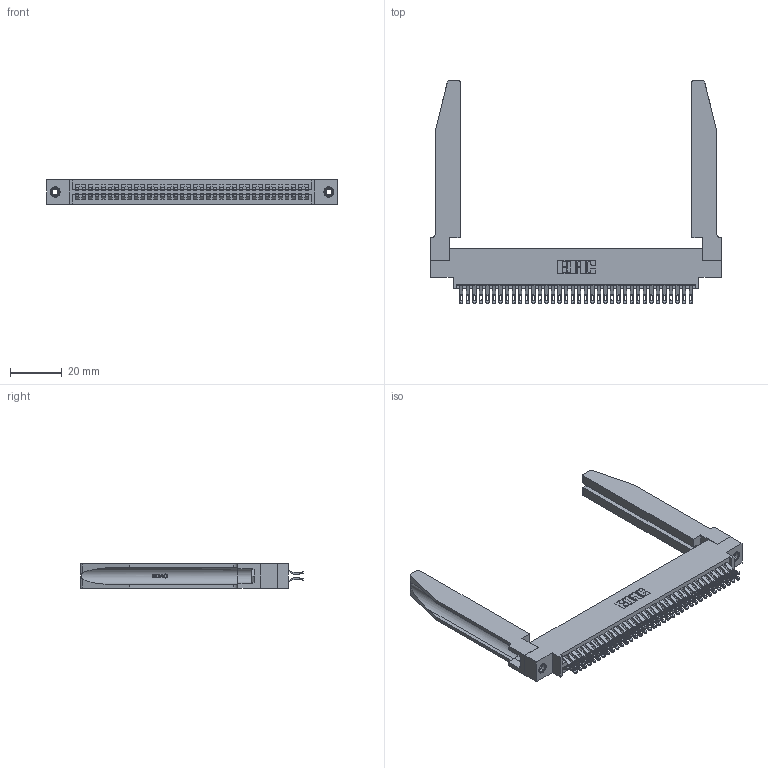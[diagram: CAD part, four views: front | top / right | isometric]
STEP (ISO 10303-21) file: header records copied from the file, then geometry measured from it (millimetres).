
FILE_DESCRIPTION (( 'STEP AP203' ), '1' );
FILE_NAME ('395-072-555-878.STEP', '2019-10-24T12:53:48', ( '' ), ( '' ), 'SwSTEP 2.0', 'SolidWorks 2016', '' );
FILE_SCHEMA (( 'CONFIG_CONTROL_DESIGN' ));
Length unit declared in the file: inch
Products named in the file (5): 345-220-078_345-220-078; 395-072-555-878; 345 Part_0.170 Offset - 0.156 Dia-TH; 345-292-001_555 Tail; 345-250-001_345-250-001-102
Assembly tree (77 placements, depth 2):
  395-072-555-878
    345 Part_0.170 Offset - 0.156 Dia-TH
    345-292-001_555 Tail  x72
    345-250-001_345-250-001-102  x2
    345-220-078_345-220-078  x2
Bounding box: 112.67 x 86.41 x 9.4 mm (x, y, z)
Volume: 18755.5 mm3; surface area: 23829.9 mm2
Topology: 77 solids, 77 shells, 4396 faces, 13705 edges, 9126 vertices
Faces by surface type: plane 2458, cylinder 1886, bspline 36, cone 12, torus 4
Entity records: 34252 total; most frequent: CARTESIAN_POINT 6701, ORIENTED_EDGE 5502, DIRECTION 4877, EDGE_CURVE 2751, LINE 2361, VECTOR 2361, VERTEX_POINT 1828, AXIS2_PLACEMENT_3D 1258
